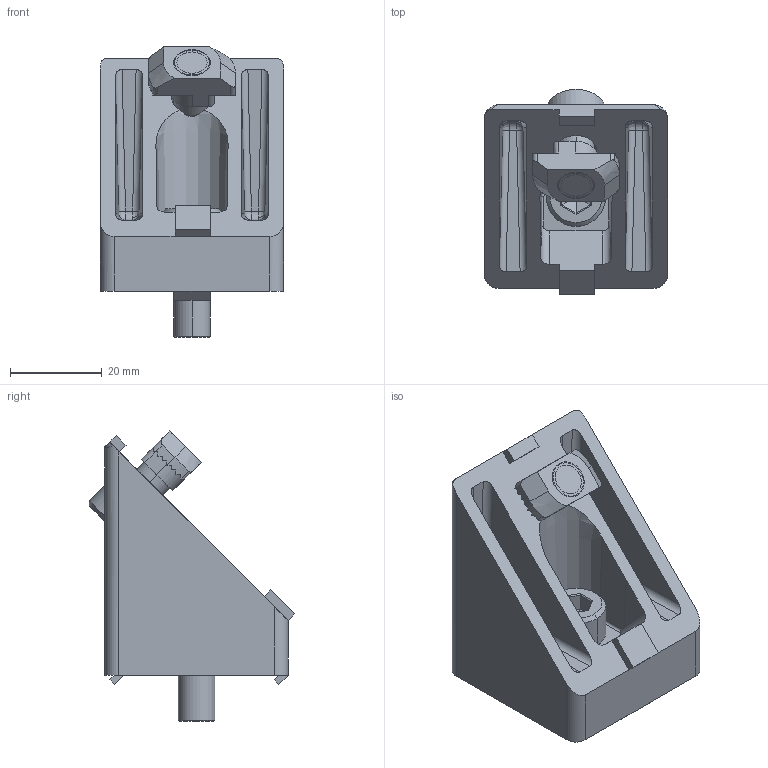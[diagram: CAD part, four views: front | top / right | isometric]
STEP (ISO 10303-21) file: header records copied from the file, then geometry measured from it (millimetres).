
FILE_DESCRIPTION((''),'2;1');
FILE_NAME('11144_KOTNIK_CINK-ZL_45ST_KPL_ASM','2022-09-16T13:57:26',('PredragRovcanin'),('Audax d.o.o.'),'CREO PARAMETRIC BY PTC INC, 2020281','CREO PARAMETRIC BY PTC INC, 2020281','');
FILE_SCHEMA(('AUTOMOTIVE_DESIGN { 1 0 10303 214 1 1 1 1 }'));
Length unit declared in the file: millimetre
Products named in the file (5): 11144_KOTNIK_CINK-ZL_45ST_U10; L-DIN912-M8X20; L-DIN912-M8X16; MATICA_KLADIVASTA_M8_U10; 11144_KOTNIK_CINK-ZL_45ST_KPL_ASM
Assembly tree (4 placements, depth 2):
  11144_KOTNIK_CINK-ZL_45ST_KPL_ASM
    11144_KOTNIK_CINK-ZL_45ST_U10
    L-DIN912-M8X20
    L-DIN912-M8X16
    MATICA_KLADIVASTA_M8_U10
Bounding box: 40 x 44.81 x 63.38 mm (x, y, z)
Volume: 37658.6 mm3; surface area: 17595.1 mm2
Topology: 4 solids, 7 shells, 245 faces, 622 edges, 398 vertices
Faces by surface type: plane 127, cylinder 79, cone 16, bspline 8, sphere 8, torus 7
Entity records: 11839 total; most frequent: CARTESIAN_POINT 2484, ORIENTED_EDGE 1188, DIRECTION 1142, EDGE_CURVE 600, PRESENTATION_STYLE_ASSIGNMENT 596, STYLED_ITEM 475, CURVE_STYLE 470, AXIS2_PLACEMENT_3D 387
